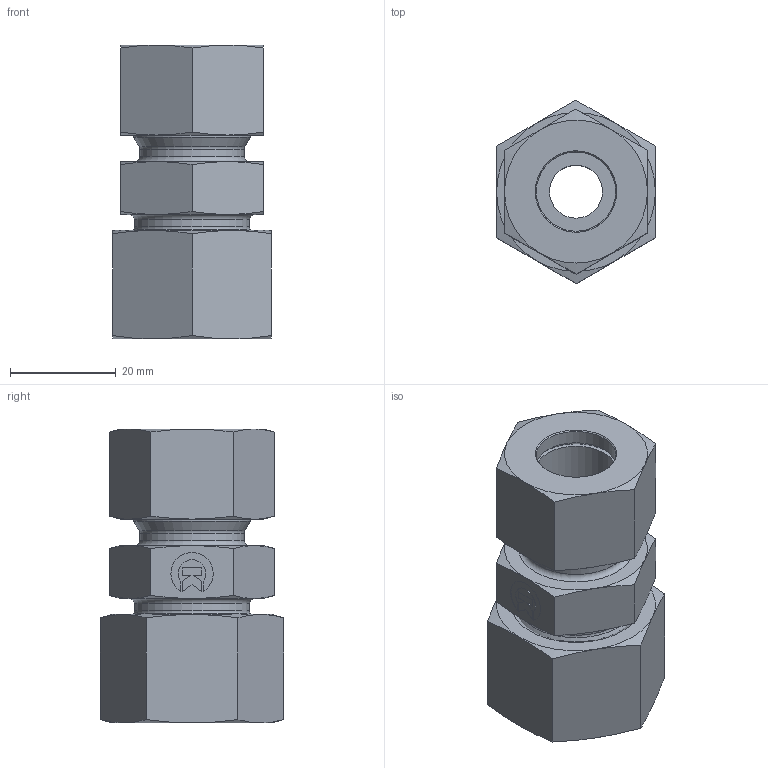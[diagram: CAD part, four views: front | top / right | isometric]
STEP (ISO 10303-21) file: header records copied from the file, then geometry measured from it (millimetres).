
FILE_DESCRIPTION((''),'2;1');
FILE_NAME('32416152422.stp','2014-08-15T16:19:50',(''),('KNOMI spol. s r. o.'),'Autodesk Inventor 2012','Autodesk Inventor 2012','');
FILE_SCHEMA(('AUTOMOTIVE_DESIGN { 1 2 10303 214 0 1 1 1 }'));
Length unit declared in the file: millimetre
Products named in the file (6): PSR2K 16S/15L M24/M22; 314 1615 2422; 3911522; 40115; 3981624; 40816
Assembly tree (5 placements, depth 2):
  PSR2K 16S/15L M24/M22
    314 1615 2422
    3911522
    40115
    3981624
    40816
Bounding box: 30.01 x 34.64 x 55.5 mm (x, y, z)
Volume: 28813.5 mm3; surface area: 15692.5 mm2
Topology: 5 solids, 5 shells, 145 faces, 335 edges, 216 vertices
Faces by surface type: plane 62, cone 56, cylinder 21, torus 6
Full cylindrical faces by diameter (mm): 10 x1, 15 x3, 16 x3, 17.3 x1, 18.2 x1, 19.7 x1, 20 x1, 20.376 x1, 21 x1, 21.7 x1, 22 x1, 22.376 x1, 24 x1
Entity records: 4039 total; most frequent: CARTESIAN_POINT 776, DIRECTION 618, ORIENTED_EDGE 544, EDGE_CURVE 272, AXIS2_PLACEMENT_3D 254, EDGE_LOOP 206, VERTEX_POINT 188, STYLED_ITEM 158
